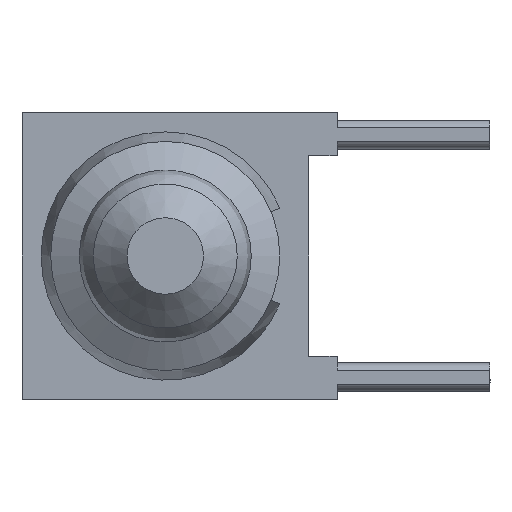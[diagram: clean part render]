
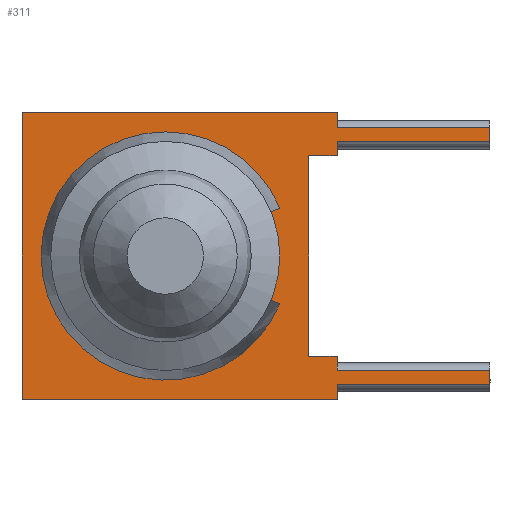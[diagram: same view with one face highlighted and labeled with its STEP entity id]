
A CAD part, front view. The second image highlights one B-rep face of the part: STEP entity #311.
In plain terms, the highlighted planar face has unit normal (0, -1, 0).
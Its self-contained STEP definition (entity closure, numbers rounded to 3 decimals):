
#44=LINE('',#1386,#134);
#45=LINE('',#1393,#135);
#46=LINE('',#1395,#136);
#47=LINE('',#1401,#137);
#51=LINE('',#1409,#141);
#58=LINE('',#1431,#148);
#89=LINE('',#1504,#179);
#95=LINE('',#1515,#185);
#96=LINE('',#1522,#186);
#100=LINE('',#1530,#190);
#101=LINE('',#1532,#191);
#102=LINE('',#1539,#192);
#103=LINE('',#1540,#193);
#104=LINE('',#1542,#194);
#105=LINE('',#1544,#195);
#106=LINE('',#1545,#196);
#134=VECTOR('',#1107,1.);
#135=VECTOR('',#1114,1.);
#136=VECTOR('',#1115,1.);
#137=VECTOR('',#1122,1.);
#141=VECTOR('',#1126,1.);
#148=VECTOR('',#1145,1.);
#179=VECTOR('',#1214,1.);
#185=VECTOR('',#1224,1.);
#186=VECTOR('',#1231,1.);
#190=VECTOR('',#1235,1.);
#191=VECTOR('',#1238,1.);
#192=VECTOR('',#1245,1.);
#193=VECTOR('',#1246,1.);
#194=VECTOR('',#1249,1.);
#195=VECTOR('',#1250,1.);
#196=VECTOR('',#1251,1.);
#268=FACE_BOUND('',#456,.T.);
#269=FACE_BOUND('',#457,.T.);
#311=ADVANCED_FACE('',(#268,#269),#353,.T.);
#353=PLANE('',#1036);
#456=EDGE_LOOP('',(#615));
#457=EDGE_LOOP('',(#616,#617,#618,#619,#620,#621,#622,#623,#624,#625,#626,
#627,#628,#629,#630,#631));
#615=ORIENTED_EDGE('',*,*,#828,.T.);
#616=ORIENTED_EDGE('',*,*,#901,.T.);
#617=ORIENTED_EDGE('',*,*,#897,.T.);
#618=ORIENTED_EDGE('',*,*,#903,.T.);
#619=ORIENTED_EDGE('',*,*,#904,.F.);
#620=ORIENTED_EDGE('',*,*,#890,.T.);
#621=ORIENTED_EDGE('',*,*,#836,.T.);
#622=ORIENTED_EDGE('',*,*,#833,.T.);
#623=ORIENTED_EDGE('',*,*,#829,.T.);
#624=ORIENTED_EDGE('',*,*,#832,.T.);
#625=ORIENTED_EDGE('',*,*,#840,.T.);
#626=ORIENTED_EDGE('',*,*,#884,.T.);
#627=ORIENTED_EDGE('',*,*,#849,.F.);
#628=ORIENTED_EDGE('',*,*,#905,.T.);
#629=ORIENTED_EDGE('',*,*,#893,.T.);
#630=ORIENTED_EDGE('',*,*,#902,.T.);
#631=ORIENTED_EDGE('',*,*,#898,.T.);
#737=VERTEX_POINT('',#1384);
#738=VERTEX_POINT('',#1387);
#739=VERTEX_POINT('',#1388);
#741=VERTEX_POINT('',#1394);
#742=VERTEX_POINT('',#1396);
#744=VERTEX_POINT('',#1402);
#747=VERTEX_POINT('',#1408);
#756=VERTEX_POINT('',#1430);
#757=VERTEX_POINT('',#1432);
#782=VERTEX_POINT('',#1514);
#784=VERTEX_POINT('',#1519);
#785=VERTEX_POINT('',#1521);
#786=VERTEX_POINT('',#1523);
#789=VERTEX_POINT('',#1529);
#790=VERTEX_POINT('',#1533);
#791=VERTEX_POINT('',#1534);
#793=VERTEX_POINT('',#1543);
#828=EDGE_CURVE('',#737,#737,#950,.T.);
#829=EDGE_CURVE('',#738,#739,#44,.T.);
#832=EDGE_CURVE('',#739,#741,#45,.T.);
#833=EDGE_CURVE('',#742,#738,#46,.T.);
#836=EDGE_CURVE('',#744,#742,#47,.T.);
#840=EDGE_CURVE('',#741,#747,#51,.T.);
#849=EDGE_CURVE('',#756,#757,#58,.T.);
#884=EDGE_CURVE('',#747,#757,#89,.T.);
#890=EDGE_CURVE('',#782,#744,#95,.T.);
#893=EDGE_CURVE('',#786,#785,#96,.T.);
#897=EDGE_CURVE('',#784,#789,#100,.T.);
#898=EDGE_CURVE('',#790,#791,#101,.T.);
#901=EDGE_CURVE('',#791,#784,#102,.T.);
#902=EDGE_CURVE('',#785,#790,#103,.T.);
#903=EDGE_CURVE('',#789,#793,#104,.T.);
#904=EDGE_CURVE('',#782,#793,#105,.T.);
#905=EDGE_CURVE('',#756,#786,#106,.T.);
#950=CIRCLE('',#993,2.4);
#993=AXIS2_PLACEMENT_3D('',#1383,#1103,#1104);
#1036=AXIS2_PLACEMENT_3D('',#1546,#1252,#1253);
#1103=DIRECTION('',(0.,1.,0.));
#1104=DIRECTION('',(0.,0.,1.));
#1107=DIRECTION('',(0.,0.,1.));
#1114=DIRECTION('',(-1.,0.,0.));
#1115=DIRECTION('',(1.,0.,0.));
#1122=DIRECTION('',(0.,0.,1.));
#1126=DIRECTION('',(0.,0.,1.));
#1145=DIRECTION('',(0.,0.,1.));
#1214=DIRECTION('',(-1.,0.,0.));
#1224=DIRECTION('',(1.,0.,0.));
#1231=DIRECTION('',(0.,0.,1.));
#1235=DIRECTION('',(0.,0.,1.));
#1238=DIRECTION('',(0.,0.,1.));
#1245=DIRECTION('',(-1.,0.,0.));
#1246=DIRECTION('',(1.,0.,0.));
#1249=DIRECTION('',(-1.,0.,0.));
#1250=DIRECTION('',(0.,0.,-1.));
#1251=DIRECTION('',(1.,0.,0.));
#1252=DIRECTION('',(0.,-1.,0.));
#1253=DIRECTION('',(0.,0.,-1.));
#1383=CARTESIAN_POINT('',(-41.902,32.784,46.105));
#1384=CARTESIAN_POINT('',(-41.902,32.784,48.505));
#1386=CARTESIAN_POINT('',(-35.102,32.784,48.495));
#1387=CARTESIAN_POINT('',(-35.102,32.784,48.495));
#1388=CARTESIAN_POINT('',(-35.102,32.784,48.795));
#1393=CARTESIAN_POINT('',(-35.102,32.784,48.795));
#1394=CARTESIAN_POINT('',(-38.302,32.784,48.795));
#1395=CARTESIAN_POINT('',(-38.302,32.784,48.495));
#1396=CARTESIAN_POINT('',(-38.302,32.784,48.495));
#1401=CARTESIAN_POINT('',(-38.302,32.784,48.205));
#1402=CARTESIAN_POINT('',(-38.302,32.784,48.205));
#1408=CARTESIAN_POINT('',(-38.302,32.784,49.105));
#1409=CARTESIAN_POINT('',(-38.302,32.784,48.795));
#1430=CARTESIAN_POINT('',(-44.902,32.784,43.105));
#1431=CARTESIAN_POINT('',(-44.902,32.784,43.105));
#1432=CARTESIAN_POINT('',(-44.902,32.784,49.105));
#1504=CARTESIAN_POINT('',(-38.302,32.784,49.105));
#1514=CARTESIAN_POINT('',(-38.902,32.784,48.205));
#1515=CARTESIAN_POINT('',(-38.902,32.784,48.205));
#1519=CARTESIAN_POINT('',(-38.302,32.784,43.715));
#1521=CARTESIAN_POINT('',(-38.302,32.784,43.415));
#1522=CARTESIAN_POINT('',(-38.302,32.784,43.105));
#1523=CARTESIAN_POINT('',(-38.302,32.784,43.105));
#1529=CARTESIAN_POINT('',(-38.302,32.784,44.005));
#1530=CARTESIAN_POINT('',(-38.302,32.784,43.715));
#1532=CARTESIAN_POINT('',(-35.102,32.784,43.415));
#1533=CARTESIAN_POINT('',(-35.102,32.784,43.415));
#1534=CARTESIAN_POINT('',(-35.102,32.784,43.715));
#1539=CARTESIAN_POINT('',(-35.102,32.784,43.715));
#1540=CARTESIAN_POINT('',(-38.302,32.784,43.415));
#1542=CARTESIAN_POINT('',(-38.302,32.784,44.005));
#1543=CARTESIAN_POINT('',(-38.902,32.784,44.005));
#1544=CARTESIAN_POINT('',(-38.902,32.784,48.205));
#1545=CARTESIAN_POINT('',(-44.902,32.784,43.105));
#1546=CARTESIAN_POINT('',(-45.102,32.784,49.355));
